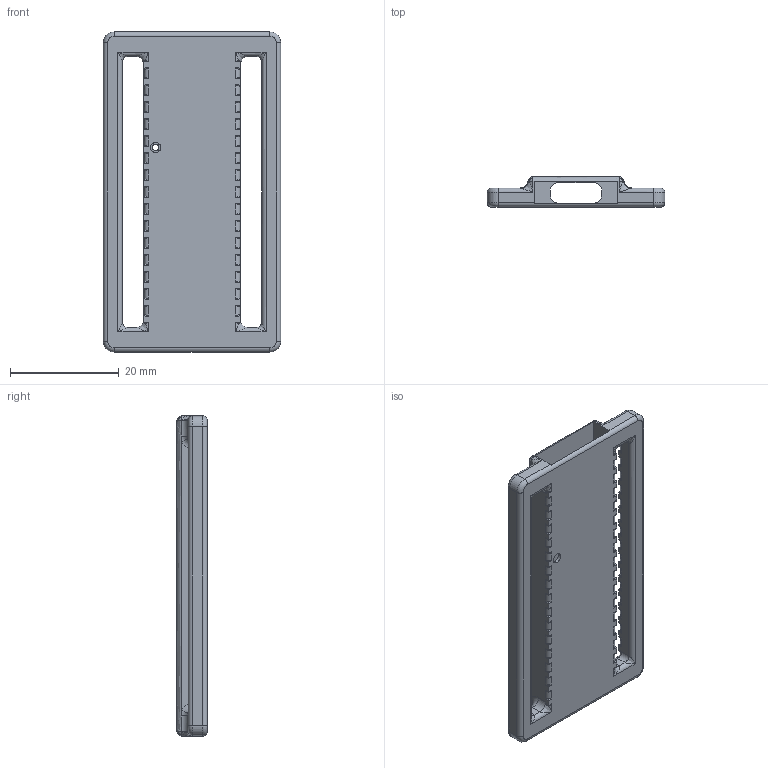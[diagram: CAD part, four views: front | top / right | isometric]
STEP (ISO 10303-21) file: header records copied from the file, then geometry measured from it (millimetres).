
FILE_DESCRIPTION (( 'STEP AP214' ), '1' );
FILE_NAME ('Case.STEP', '2025-10-26T22:34:41', ( '' ), ( '' ), 'MPSTEP 2.0', 'Macroplastics Offline CAD Suite', '' );
FILE_SCHEMA (( 'AUTOMOTIVE_DESIGN' ));
Length unit declared in the file: millimetre
Products named in the file (1): Case
Bounding box: 32.7 x 5.59 x 59.02 mm (x, y, z)
Volume: 3626.5 mm3; surface area: 7309.6 mm2
Topology: 3 solids, 3 shells, 722 faces, 1952 edges, 1218 vertices
Faces by surface type: cylinder 370, plane 283, bspline 53, torus 12, cone 4
Entity records: 25369 total; most frequent: CARTESIAN_POINT 8578, ORIENTED_EDGE 3872, DIRECTION 2975, EDGE_CURVE 1936, VERTEX_POINT 1218, LINE 1181, VECTOR 1181, AXIS2_PLACEMENT_3D 897
